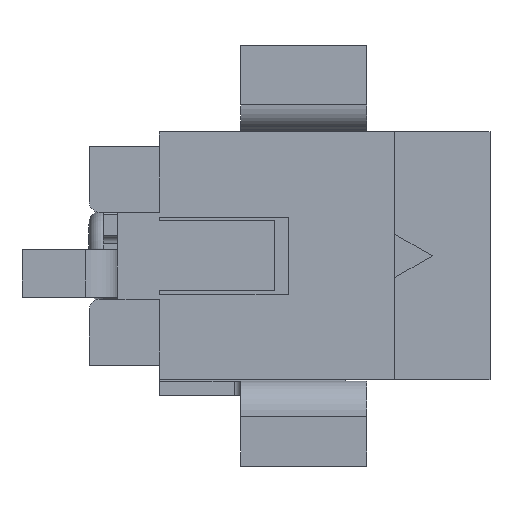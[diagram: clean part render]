
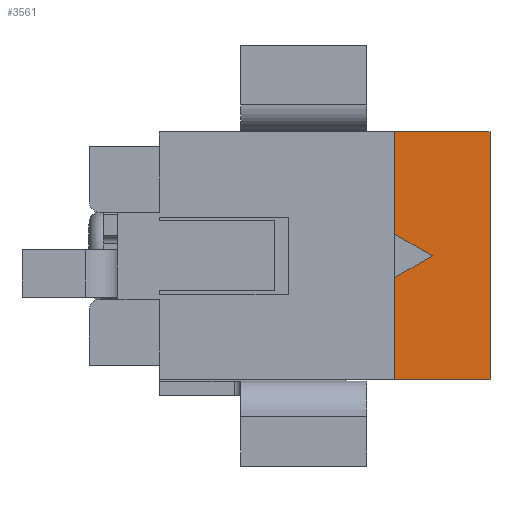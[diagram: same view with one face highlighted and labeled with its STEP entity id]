
A CAD part, front view. The second image highlights one B-rep face of the part: STEP entity #3561.
In plain terms, the highlighted planar face has unit normal (0, -1, 0).
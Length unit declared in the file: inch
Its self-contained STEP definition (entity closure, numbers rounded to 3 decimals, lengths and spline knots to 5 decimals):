
#1509 = PLANE('',#1510);
#1510 = AXIS2_PLACEMENT_3D('',#1511,#1512,#1513);
#1511 = CARTESIAN_POINT('',(0.205,-0.26364,0.18408));
#1512 = DIRECTION('',(1.,-0.,0.));
#1513 = DIRECTION('',(0.,0.,-1.));
#2490 = PLANE('',#2491);
#2491 = AXIS2_PLACEMENT_3D('',#2492,#2493,#2494);
#2492 = CARTESIAN_POINT('',(-0.27644,0.18564,0.177));
#2493 = DIRECTION('',(-0.,0.,1.));
#2494 = DIRECTION('',(0.,-1.,0.));
#2797 = VERTEX_POINT('',#2798);
#2798 = CARTESIAN_POINT('',(0.069,-0.255,0.177));
#2812 = PLANE('',#2813);
#2813 = AXIS2_PLACEMENT_3D('',#2814,#2815,#2816);
#2814 = CARTESIAN_POINT('',(0.069,-0.24356,0.18408));
#2815 = DIRECTION('',(-1.,-0.,-0.));
#2816 = DIRECTION('',(0.,0.,-1.));
#2824 = EDGE_CURVE('',#2797,#2825,#2827,.T.);
#2825 = VERTEX_POINT('',#2826);
#2826 = CARTESIAN_POINT('',(0.205,-0.255,0.177));
#2827 = SURFACE_CURVE('',#2828,(#2832,#2839),.PCURVE_S1.);
#2828 = LINE('',#2829,#2830);
#2829 = CARTESIAN_POINT('',(-0.031,-0.255,0.177));
#2830 = VECTOR('',#2831,0.03937);
#2831 = DIRECTION('',(1.,0.,0.));
#2832 = PCURVE('',#2490,#2833);
#2833 = DEFINITIONAL_REPRESENTATION('',(#2834),#2838);
#2834 = LINE('',#2835,#2836);
#2835 = CARTESIAN_POINT('',(0.441,0.245));
#2836 = VECTOR('',#2837,1.);
#2837 = DIRECTION('',(0.,1.));
#2838 = ( GEOMETRIC_REPRESENTATION_CONTEXT(2) 
PARAMETRIC_REPRESENTATION_CONTEXT() REPRESENTATION_CONTEXT('2D SPACE',''
  ) );
#2839 = PCURVE('',#2840,#2845);
#2840 = PLANE('',#2841);
#2841 = AXIS2_PLACEMENT_3D('',#2842,#2843,#2844);
#2842 = CARTESIAN_POINT('',(0.06628,-0.255,0.18408));
#2843 = DIRECTION('',(0.,-1.,0.));
#2844 = DIRECTION('',(0.,0.,-1.));
#2845 = DEFINITIONAL_REPRESENTATION('',(#2846),#2850);
#2846 = LINE('',#2847,#2848);
#2847 = CARTESIAN_POINT('',(0.007,-0.097));
#2848 = VECTOR('',#2849,1.);
#2849 = DIRECTION('',(0.,1.));
#2850 = ( GEOMETRIC_REPRESENTATION_CONTEXT(2) 
PARAMETRIC_REPRESENTATION_CONTEXT() REPRESENTATION_CONTEXT('2D SPACE',''
  ) );
#3429 = PLANE('',#3430);
#3430 = AXIS2_PLACEMENT_3D('',#3431,#3432,#3433);
#3431 = CARTESIAN_POINT('',(-0.27644,-0.26364,-0.177));
#3432 = DIRECTION('',(0.,0.,-1.));
#3433 = DIRECTION('',(0.,1.,0.));
#3516 = EDGE_CURVE('',#2825,#3517,#3519,.T.);
#3517 = VERTEX_POINT('',#3518);
#3518 = CARTESIAN_POINT('',(0.205,-0.255,-0.177));
#3519 = SURFACE_CURVE('',#3520,(#3524,#3531),.PCURVE_S1.);
#3520 = LINE('',#3521,#3522);
#3521 = CARTESIAN_POINT('',(0.205,-0.255,0.));
#3522 = VECTOR('',#3523,0.03937);
#3523 = DIRECTION('',(0.,0.,-1.));
#3524 = PCURVE('',#1509,#3525);
#3525 = DEFINITIONAL_REPRESENTATION('',(#3526),#3530);
#3526 = LINE('',#3527,#3528);
#3527 = CARTESIAN_POINT('',(0.184,0.009));
#3528 = VECTOR('',#3529,1.);
#3529 = DIRECTION('',(1.,0.));
#3530 = ( GEOMETRIC_REPRESENTATION_CONTEXT(2) 
PARAMETRIC_REPRESENTATION_CONTEXT() REPRESENTATION_CONTEXT('2D SPACE',''
  ) );
#3531 = PCURVE('',#2840,#3532);
#3532 = DEFINITIONAL_REPRESENTATION('',(#3533),#3537);
#3533 = LINE('',#3534,#3535);
#3534 = CARTESIAN_POINT('',(0.184,0.139));
#3535 = VECTOR('',#3536,1.);
#3536 = DIRECTION('',(1.,0.));
#3537 = ( GEOMETRIC_REPRESENTATION_CONTEXT(2) 
PARAMETRIC_REPRESENTATION_CONTEXT() REPRESENTATION_CONTEXT('2D SPACE',''
  ) );
#3561 = ADVANCED_FACE('',(#3562),#2840,.T.);
#3562 = FACE_BOUND('',#3563,.T.);
#3563 = EDGE_LOOP('',(#3564,#3594,#3622,#3645,#3666,#3667,#3668));
#3564 = ORIENTED_EDGE('',*,*,#3565,.T.);
#3565 = EDGE_CURVE('',#3566,#3568,#3570,.T.);
#3566 = VERTEX_POINT('',#3567);
#3567 = CARTESIAN_POINT('',(0.069,-0.255,0.031));
#3568 = VERTEX_POINT('',#3569);
#3569 = CARTESIAN_POINT('',(0.12269,-0.255,0.));
#3570 = SURFACE_CURVE('',#3571,(#3575,#3582),.PCURVE_S1.);
#3571 = LINE('',#3572,#3573);
#3572 = CARTESIAN_POINT('',(0.069,-0.255,0.031));
#3573 = VECTOR('',#3574,0.03937);
#3574 = DIRECTION('',(0.866,0.,-0.5));
#3575 = PCURVE('',#2840,#3576);
#3576 = DEFINITIONAL_REPRESENTATION('',(#3577),#3581);
#3577 = LINE('',#3578,#3579);
#3578 = CARTESIAN_POINT('',(0.153,0.003));
#3579 = VECTOR('',#3580,1.);
#3580 = DIRECTION('',(0.5,0.866));
#3581 = ( GEOMETRIC_REPRESENTATION_CONTEXT(2) 
PARAMETRIC_REPRESENTATION_CONTEXT() REPRESENTATION_CONTEXT('2D SPACE',''
  ) );
#3582 = PCURVE('',#3583,#3588);
#3583 = PLANE('',#3584);
#3584 = AXIS2_PLACEMENT_3D('',#3585,#3586,#3587);
#3585 = CARTESIAN_POINT('',(0.12377,-0.25376,-0.00062));
#3586 = DIRECTION('',(0.5,0.,0.866));
#3587 = DIRECTION('',(-0.866,0.,0.5));
#3588 = DEFINITIONAL_REPRESENTATION('',(#3589),#3593);
#3589 = LINE('',#3590,#3591);
#3590 = CARTESIAN_POINT('',(0.063,0.001));
#3591 = VECTOR('',#3592,1.);
#3592 = DIRECTION('',(-1.,0.));
#3593 = ( GEOMETRIC_REPRESENTATION_CONTEXT(2) 
PARAMETRIC_REPRESENTATION_CONTEXT() REPRESENTATION_CONTEXT('2D SPACE',''
  ) );
#3594 = ORIENTED_EDGE('',*,*,#3595,.T.);
#3595 = EDGE_CURVE('',#3568,#3596,#3598,.T.);
#3596 = VERTEX_POINT('',#3597);
#3597 = CARTESIAN_POINT('',(0.069,-0.255,-0.031));
#3598 = SURFACE_CURVE('',#3599,(#3603,#3610),.PCURVE_S1.);
#3599 = LINE('',#3600,#3601);
#3600 = CARTESIAN_POINT('',(0.12269,-0.255,0.));
#3601 = VECTOR('',#3602,0.03937);
#3602 = DIRECTION('',(-0.866,0.,-0.5));
#3603 = PCURVE('',#2840,#3604);
#3604 = DEFINITIONAL_REPRESENTATION('',(#3605),#3609);
#3605 = LINE('',#3606,#3607);
#3606 = CARTESIAN_POINT('',(0.184,0.056));
#3607 = VECTOR('',#3608,1.);
#3608 = DIRECTION('',(0.5,-0.866));
#3609 = ( GEOMETRIC_REPRESENTATION_CONTEXT(2) 
PARAMETRIC_REPRESENTATION_CONTEXT() REPRESENTATION_CONTEXT('2D SPACE',''
  ) );
#3610 = PCURVE('',#3611,#3616);
#3611 = PLANE('',#3612);
#3612 = AXIS2_PLACEMENT_3D('',#3613,#3614,#3615);
#3613 = CARTESIAN_POINT('',(0.06793,-0.25376,-0.03162));
#3614 = DIRECTION('',(0.5,0.,-0.866));
#3615 = DIRECTION('',(0.866,0.,0.5));
#3616 = DEFINITIONAL_REPRESENTATION('',(#3617),#3621);
#3617 = LINE('',#3618,#3619);
#3618 = CARTESIAN_POINT('',(0.063,0.001));
#3619 = VECTOR('',#3620,1.);
#3620 = DIRECTION('',(-1.,-0.));
#3621 = ( GEOMETRIC_REPRESENTATION_CONTEXT(2) 
PARAMETRIC_REPRESENTATION_CONTEXT() REPRESENTATION_CONTEXT('2D SPACE',''
  ) );
#3622 = ORIENTED_EDGE('',*,*,#3623,.T.);
#3623 = EDGE_CURVE('',#3596,#3624,#3626,.T.);
#3624 = VERTEX_POINT('',#3625);
#3625 = CARTESIAN_POINT('',(0.069,-0.255,-0.177));
#3626 = SURFACE_CURVE('',#3627,(#3631,#3638),.PCURVE_S1.);
#3627 = LINE('',#3628,#3629);
#3628 = CARTESIAN_POINT('',(0.069,-0.255,0.));
#3629 = VECTOR('',#3630,0.03937);
#3630 = DIRECTION('',(0.,0.,-1.));
#3631 = PCURVE('',#2840,#3632);
#3632 = DEFINITIONAL_REPRESENTATION('',(#3633),#3637);
#3633 = LINE('',#3634,#3635);
#3634 = CARTESIAN_POINT('',(0.184,0.003));
#3635 = VECTOR('',#3636,1.);
#3636 = DIRECTION('',(1.,0.));
#3637 = ( GEOMETRIC_REPRESENTATION_CONTEXT(2) 
PARAMETRIC_REPRESENTATION_CONTEXT() REPRESENTATION_CONTEXT('2D SPACE',''
  ) );
#3638 = PCURVE('',#2812,#3639);
#3639 = DEFINITIONAL_REPRESENTATION('',(#3640),#3644);
#3640 = LINE('',#3641,#3642);
#3641 = CARTESIAN_POINT('',(0.184,0.011));
#3642 = VECTOR('',#3643,1.);
#3643 = DIRECTION('',(1.,0.));
#3644 = ( GEOMETRIC_REPRESENTATION_CONTEXT(2) 
PARAMETRIC_REPRESENTATION_CONTEXT() REPRESENTATION_CONTEXT('2D SPACE',''
  ) );
#3645 = ORIENTED_EDGE('',*,*,#3646,.T.);
#3646 = EDGE_CURVE('',#3624,#3517,#3647,.T.);
#3647 = SURFACE_CURVE('',#3648,(#3652,#3659),.PCURVE_S1.);
#3648 = LINE('',#3649,#3650);
#3649 = CARTESIAN_POINT('',(0.137,-0.255,-0.177));
#3650 = VECTOR('',#3651,0.03937);
#3651 = DIRECTION('',(1.,0.,0.));
#3652 = PCURVE('',#2840,#3653);
#3653 = DEFINITIONAL_REPRESENTATION('',(#3654),#3658);
#3654 = LINE('',#3655,#3656);
#3655 = CARTESIAN_POINT('',(0.361,0.071));
#3656 = VECTOR('',#3657,1.);
#3657 = DIRECTION('',(0.,1.));
#3658 = ( GEOMETRIC_REPRESENTATION_CONTEXT(2) 
PARAMETRIC_REPRESENTATION_CONTEXT() REPRESENTATION_CONTEXT('2D SPACE',''
  ) );
#3659 = PCURVE('',#3429,#3660);
#3660 = DEFINITIONAL_REPRESENTATION('',(#3661),#3665);
#3661 = LINE('',#3662,#3663);
#3662 = CARTESIAN_POINT('',(0.009,0.413));
#3663 = VECTOR('',#3664,1.);
#3664 = DIRECTION('',(0.,1.));
#3665 = ( GEOMETRIC_REPRESENTATION_CONTEXT(2) 
PARAMETRIC_REPRESENTATION_CONTEXT() REPRESENTATION_CONTEXT('2D SPACE',''
  ) );
#3666 = ORIENTED_EDGE('',*,*,#3516,.F.);
#3667 = ORIENTED_EDGE('',*,*,#2824,.F.);
#3668 = ORIENTED_EDGE('',*,*,#3669,.T.);
#3669 = EDGE_CURVE('',#2797,#3566,#3670,.T.);
#3670 = SURFACE_CURVE('',#3671,(#3675,#3682),.PCURVE_S1.);
#3671 = LINE('',#3672,#3673);
#3672 = CARTESIAN_POINT('',(0.069,-0.255,0.));
#3673 = VECTOR('',#3674,0.03937);
#3674 = DIRECTION('',(0.,0.,-1.));
#3675 = PCURVE('',#2840,#3676);
#3676 = DEFINITIONAL_REPRESENTATION('',(#3677),#3681);
#3677 = LINE('',#3678,#3679);
#3678 = CARTESIAN_POINT('',(0.184,0.003));
#3679 = VECTOR('',#3680,1.);
#3680 = DIRECTION('',(1.,0.));
#3681 = ( GEOMETRIC_REPRESENTATION_CONTEXT(2) 
PARAMETRIC_REPRESENTATION_CONTEXT() REPRESENTATION_CONTEXT('2D SPACE',''
  ) );
#3682 = PCURVE('',#2812,#3683);
#3683 = DEFINITIONAL_REPRESENTATION('',(#3684),#3688);
#3684 = LINE('',#3685,#3686);
#3685 = CARTESIAN_POINT('',(0.184,0.011));
#3686 = VECTOR('',#3687,1.);
#3687 = DIRECTION('',(1.,0.));
#3688 = ( GEOMETRIC_REPRESENTATION_CONTEXT(2) 
PARAMETRIC_REPRESENTATION_CONTEXT() REPRESENTATION_CONTEXT('2D SPACE',''
  ) );
